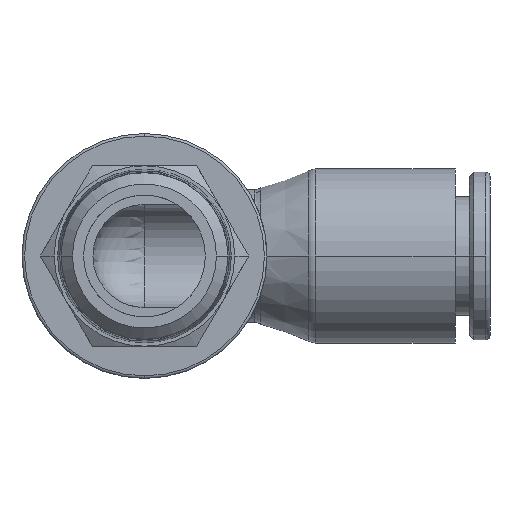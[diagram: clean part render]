
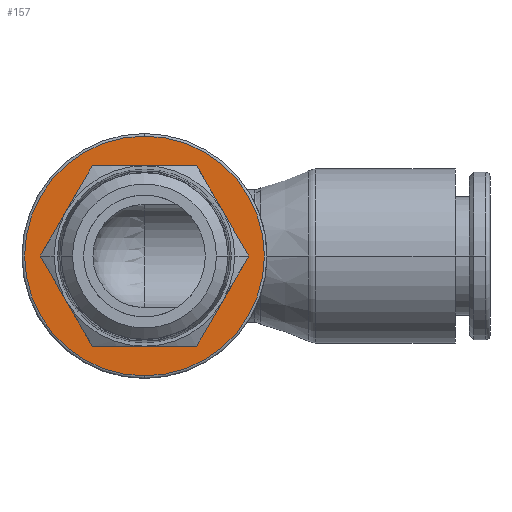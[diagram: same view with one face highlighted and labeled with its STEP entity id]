
A CAD part, front view. The second image highlights one B-rep face of the part: STEP entity #157.
In plain terms, the highlighted planar face has unit normal (0, -1, 0).
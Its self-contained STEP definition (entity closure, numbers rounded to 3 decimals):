
#157=ADVANCED_FACE('',(#401,#402),#403,.T.);
#401=FACE_BOUND('',#656,.T.);
#402=FACE_OUTER_BOUND('',#657,.T.);
#403=PLANE('',#658);
#656=EDGE_LOOP('',(#1553,#1554,#1555,#1556,#1557,#1558,#1559,#1560,#1561,#1562,#1563,#1564,#1565,#1566));
#657=EDGE_LOOP('',(#1567,#1568,#1569));
#658=AXIS2_PLACEMENT_3D('',#1570,#1571,#1572);
#1553=ORIENTED_EDGE('',*,*,#1903,.T.);
#1554=ORIENTED_EDGE('',*,*,#1898,.T.);
#1555=ORIENTED_EDGE('',*,*,#1896,.T.);
#1556=ORIENTED_EDGE('',*,*,#1892,.T.);
#1557=ORIENTED_EDGE('',*,*,#1699,.T.);
#1558=ORIENTED_EDGE('',*,*,#1891,.T.);
#1559=ORIENTED_EDGE('',*,*,#1884,.T.);
#1560=ORIENTED_EDGE('',*,*,#1916,.T.);
#1561=ORIENTED_EDGE('',*,*,#1923,.T.);
#1562=ORIENTED_EDGE('',*,*,#1918,.T.);
#1563=ORIENTED_EDGE('',*,*,#1925,.T.);
#1564=ORIENTED_EDGE('',*,*,#1921,.T.);
#1565=ORIENTED_EDGE('',*,*,#1691,.T.);
#1566=ORIENTED_EDGE('',*,*,#1927,.T.);
#1567=ORIENTED_EDGE('',*,*,#1933,.F.);
#1568=ORIENTED_EDGE('',*,*,#1934,.F.);
#1569=ORIENTED_EDGE('',*,*,#1676,.F.);
#1570=CARTESIAN_POINT('',(-4.65,4.5,0.0));
#1571=DIRECTION('',(0.,-1.0,0.0));
#1572=DIRECTION('',(1.0,0.,0.0));
#1676=EDGE_CURVE('',#2003,#2006,#2007,.T.);
#1691=EDGE_CURVE('',#2030,#2032,#2034,.T.);
#1699=EDGE_CURVE('',#2050,#2047,#2051,.T.);
#1884=EDGE_CURVE('',#2352,#2353,#2354,.T.);
#1891=EDGE_CURVE('',#2047,#2352,#2364,.T.);
#1892=EDGE_CURVE('',#2365,#2050,#2366,.T.);
#1896=EDGE_CURVE('',#2372,#2365,#2373,.T.);
#1898=EDGE_CURVE('',#2375,#2372,#2376,.T.);
#1903=EDGE_CURVE('',#2384,#2375,#2385,.T.);
#1916=EDGE_CURVE('',#2353,#2401,#2402,.T.);
#1918=EDGE_CURVE('',#2404,#2405,#2406,.T.);
#1921=EDGE_CURVE('',#2410,#2030,#2411,.T.);
#1923=EDGE_CURVE('',#2401,#2404,#2413,.T.);
#1925=EDGE_CURVE('',#2405,#2410,#2415,.T.);
#1927=EDGE_CURVE('',#2032,#2384,#2417,.T.);
#1933=EDGE_CURVE('',#2424,#2003,#2425,.T.);
#1934=EDGE_CURVE('',#2006,#2424,#2426,.T.);
#2003=VERTEX_POINT('',#2504);
#2006=VERTEX_POINT('',#2507);
#2007=CIRCLE('',#2508,9.3);
#2030=VERTEX_POINT('',#2542);
#2032=VERTEX_POINT('',#2545);
#2034=CIRCLE('',#2558,7.017);
#2047=VERTEX_POINT('',#2595);
#2050=VERTEX_POINT('',#2599);
#2051=CIRCLE('',#2600,7.017);
#2352=VERTEX_POINT('',#3181);
#2353=VERTEX_POINT('',#3182);
#2354=LINE('',#3183,#3184);
#2364=CIRCLE('',#3240,7.017);
#2365=VERTEX_POINT('',#3241);
#2366=LINE('',#3242,#3243);
#2372=VERTEX_POINT('',#3272);
#2373=CIRCLE('',#3273,7.017);
#2375=VERTEX_POINT('',#3286);
#2376=LINE('',#3287,#3288);
#2384=VERTEX_POINT('',#3330);
#2385=CIRCLE('',#3331,7.017);
#2401=VERTEX_POINT('',#3413);
#2402=CIRCLE('',#3414,7.017);
#2404=VERTEX_POINT('',#3427);
#2405=VERTEX_POINT('',#3428);
#2406=CIRCLE('',#3429,7.017);
#2410=VERTEX_POINT('',#3455);
#2411=CIRCLE('',#3456,7.017);
#2413=LINE('',#3469,#3470);
#2415=LINE('',#3473,#3474);
#2417=LINE('',#3477,#3478);
#2424=VERTEX_POINT('',#3485);
#2425=CIRCLE('',#3486,9.3);
#2426=CIRCLE('',#3487,9.3);
#2504=CARTESIAN_POINT('',(0.,4.5,9.3));
#2507=CARTESIAN_POINT('',(0.,4.5,-9.3));
#2508=AXIS2_PLACEMENT_3D('',#3592,#3593,#3594);
#2542=CARTESIAN_POINT('',(7.017,4.5,0.));
#2545=CARTESIAN_POINT('',(6.309,4.5,-3.073));
#2558=AXIS2_PLACEMENT_3D('',#3625,#3626,#3627);
#2595=CARTESIAN_POINT('',(-7.017,4.5,0.));
#2599=CARTESIAN_POINT('',(-6.309,4.5,-3.073));
#2600=AXIS2_PLACEMENT_3D('',#3637,#3638,#3639);
#3181=CARTESIAN_POINT('',(-6.309,4.5,3.073));
#3182=CARTESIAN_POINT('',(-5.816,4.5,3.927));
#3183=CARTESIAN_POINT('',(-6.643,4.5,2.493));
#3184=VECTOR('',#4021,1.0);
#3240=AXIS2_PLACEMENT_3D('',#4024,#4025,#4026);
#3241=CARTESIAN_POINT('',(-5.816,4.5,-3.927));
#3242=CARTESIAN_POINT('',(-6.643,4.5,-2.493));
#3243=VECTOR('',#4027,1.0);
#3272=CARTESIAN_POINT('',(-0.493,4.5,-7.0));
#3273=AXIS2_PLACEMENT_3D('',#4029,#4030,#4031);
#3286=CARTESIAN_POINT('',(0.493,4.5,-7.0));
#3287=CARTESIAN_POINT('',(-2.325,4.5,-7.0));
#3288=VECTOR('',#4032,1.0);
#3330=CARTESIAN_POINT('',(5.816,4.5,-3.927));
#3331=AXIS2_PLACEMENT_3D('',#4034,#4035,#4036);
#3413=CARTESIAN_POINT('',(-0.493,4.5,7.0));
#3414=AXIS2_PLACEMENT_3D('',#4055,#4056,#4057);
#3427=CARTESIAN_POINT('',(0.493,4.5,7.0));
#3428=CARTESIAN_POINT('',(5.816,4.5,3.927));
#3429=AXIS2_PLACEMENT_3D('',#4058,#4059,#4060);
#3455=CARTESIAN_POINT('',(6.309,4.5,3.073));
#3456=AXIS2_PLACEMENT_3D('',#4061,#4062,#4063);
#3469=CARTESIAN_POINT('',(-2.325,4.5,7.0));
#3470=VECTOR('',#4064,1.0);
#3473=CARTESIAN_POINT('',(5.481,4.5,4.507));
#3474=VECTOR('',#4066,1.0);
#3477=CARTESIAN_POINT('',(5.481,4.5,-4.507));
#3478=VECTOR('',#4068,1.0);
#3485=CARTESIAN_POINT('',(-9.3,4.5,0.0));
#3486=AXIS2_PLACEMENT_3D('',#4084,#4085,#4086);
#3487=AXIS2_PLACEMENT_3D('',#4087,#4088,#4089);
#3592=CARTESIAN_POINT('',(0.0,4.5,0.0));
#3593=DIRECTION('',(0.0,1.0,0.0));
#3594=DIRECTION('',(-1.0,0.0,0.0));
#3625=CARTESIAN_POINT('',(0.0,4.5,0.0));
#3626=DIRECTION('',(0.,1.0,0.0));
#3627=DIRECTION('',(1.0,0.,0.0));
#3637=CARTESIAN_POINT('',(0.0,4.5,0.0));
#3638=DIRECTION('',(0.,1.0,0.0));
#3639=DIRECTION('',(1.0,0.,0.0));
#4021=DIRECTION('',(0.5,0.,0.866));
#4024=CARTESIAN_POINT('',(0.0,4.5,0.0));
#4025=DIRECTION('',(0.,1.0,0.0));
#4026=DIRECTION('',(1.0,0.,0.0));
#4027=DIRECTION('',(-0.5,0.,0.866));
#4029=CARTESIAN_POINT('',(0.0,4.5,0.0));
#4030=DIRECTION('',(0.,1.0,0.0));
#4031=DIRECTION('',(1.0,0.,0.0));
#4032=DIRECTION('',(-1.0,0.,-0.0));
#4034=CARTESIAN_POINT('',(0.0,4.5,0.0));
#4035=DIRECTION('',(0.,1.0,0.0));
#4036=DIRECTION('',(1.0,0.,0.0));
#4055=CARTESIAN_POINT('',(0.0,4.5,0.0));
#4056=DIRECTION('',(0.,1.0,0.0));
#4057=DIRECTION('',(1.0,0.,0.0));
#4058=CARTESIAN_POINT('',(0.0,4.5,0.0));
#4059=DIRECTION('',(0.,1.0,0.0));
#4060=DIRECTION('',(1.0,0.,0.0));
#4061=CARTESIAN_POINT('',(0.0,4.5,0.0));
#4062=DIRECTION('',(0.,1.0,0.0));
#4063=DIRECTION('',(1.0,0.,0.0));
#4064=DIRECTION('',(1.0,0.,0.));
#4066=DIRECTION('',(0.5,0.,-0.866));
#4068=DIRECTION('',(-0.5,0.,-0.866));
#4084=CARTESIAN_POINT('',(0.0,4.5,0.0));
#4085=DIRECTION('',(0.0,1.0,0.0));
#4086=DIRECTION('',(-1.0,0.0,0.0));
#4087=CARTESIAN_POINT('',(0.0,4.5,0.0));
#4088=DIRECTION('',(0.0,1.0,0.0));
#4089=DIRECTION('',(-1.0,0.0,0.0));
